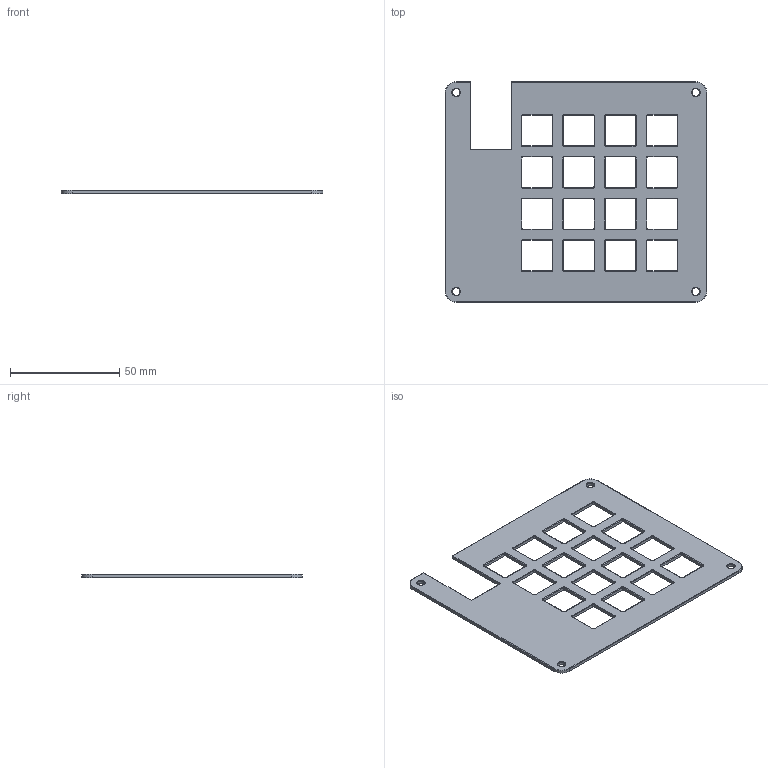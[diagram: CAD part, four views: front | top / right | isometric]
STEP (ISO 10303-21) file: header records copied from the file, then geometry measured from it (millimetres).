
FILE_DESCRIPTION(/* description */ ('','CAx-IF Rec.Pracs.---Representation and Presentation of Product Manufacturing Information (PMI)---4.0---2014-10-13'),/* implementation_level */ '2;1');
FILE_NAME(/* name */ 'PyroProtato Macropad Top.step',/* time_stamp */ '2025-02-17T11:13:47-05:00',/* author */ (''),/* organization */ (''),/* preprocessor_version */ 'ST-DEVELOPER v20',/* originating_system */ 'Autodesk Translation Framework v13.20.0.188',/* authorisation */ '');
FILE_SCHEMA (('AP242_MANAGED_MODEL_BASED_3D_ENGINEERING_MIM_LF { 1 0 10303 442 1 1 4 }'));
Length unit declared in the file: millimetre
Products named in the file (2): PyroProtato Macropad Top; Component1
Assembly tree (1 placements, depth 2):
  PyroProtato Macropad Top
    Component1
Bounding box: 119.54 x 100.96 x 1.5 mm (x, y, z)
Volume: 12438.1 mm3; surface area: 18587 mm2
Topology: 1 solids, 1 shells, 290 faces, 724 edges, 436 vertices
Faces by surface type: cylinder 144, plane 74, torus 72
Full cylindrical faces by diameter (mm): 3.4 x4
Entity records: 8781 total; most frequent: DIRECTION 1670, CARTESIAN_POINT 1475, ORIENTED_EDGE 1448, EDGE_CURVE 724, AXIS2_PLACEMENT_3D 655, VERTEX_POINT 436, LINE 360, VECTOR 360
